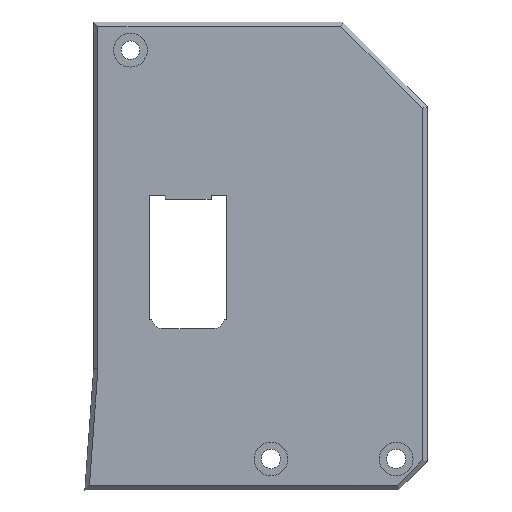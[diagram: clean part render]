
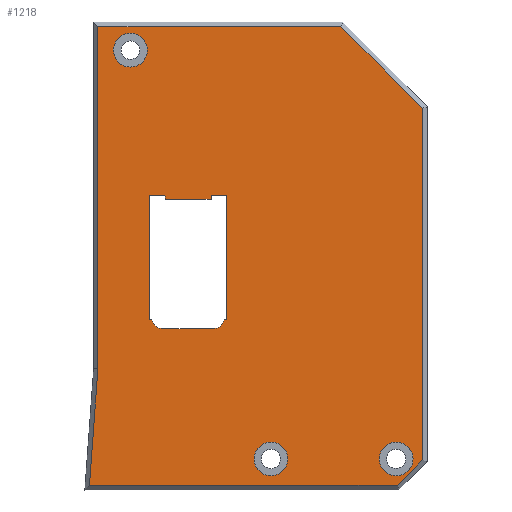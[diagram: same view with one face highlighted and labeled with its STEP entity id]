
A CAD part, top view. The second image highlights one B-rep face of the part: STEP entity #1218.
In plain terms, the highlighted planar face has unit normal (0, 0, 1).
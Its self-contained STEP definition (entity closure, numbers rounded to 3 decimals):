
#10=CARTESIAN_POINT('',(16.944,533.494,142.783));
#11=DIRECTION('',(0.,0.,-1.));
#12=DIRECTION('',(1.,0.,0.));
#13=AXIS2_PLACEMENT_3D('',#10,#11,#12);
#15=CARTESIAN_POINT('',(16.944,533.494,142.783));
#16=DIRECTION('',(0.,0.,-1.));
#17=DIRECTION('',(-1.,0.,0.));
#18=AXIS2_PLACEMENT_3D('',#15,#16,#17);
#20=CARTESIAN_POINT('',(31.543,486.222,142.783));
#21=DIRECTION('',(0.,0.,-1.));
#22=DIRECTION('',(0.972,-0.235,0.));
#23=AXIS2_PLACEMENT_3D('',#20,#21,#22);
#25=CARTESIAN_POINT('',(31.262,507.034,142.783));
#26=CARTESIAN_POINT('',(31.265,507.07,142.783));
#27=CARTESIAN_POINT('',(31.271,507.129,142.783));
#28=CARTESIAN_POINT('',(31.287,507.321,142.783));
#29=CARTESIAN_POINT('',(31.3,507.502,142.783));
#30=CARTESIAN_POINT('',(31.31,507.677,142.783));
#32=CARTESIAN_POINT('',(23.09,507.677,142.783));
#33=CARTESIAN_POINT('',(23.1,507.502,142.783));
#34=CARTESIAN_POINT('',(23.117,507.269,142.783));
#35=CARTESIAN_POINT('',(23.133,507.09,142.783));
#36=CARTESIAN_POINT('',(23.138,507.034,142.783));
#38=CARTESIAN_POINT('',(22.857,486.222,142.783));
#39=DIRECTION('',(0.,0.,-1.));
#40=DIRECTION('',(0.,-1.,0.));
#41=AXIS2_PLACEMENT_3D('',#38,#39,#40);
#43=DIRECTION('',(1.,0.,0.));
#44=VECTOR('',#43,43.062);
#45=CARTESIAN_POINT('',(11.19,537.696,142.783));
#46=LINE('',#45,#44);
#47=DIRECTION('',(-0.707,0.707,0.));
#48=VECTOR('',#47,20.55);
#49=CARTESIAN_POINT('',(68.783,523.165,142.783));
#50=LINE('',#49,#48);
#51=DIRECTION('',(0.,1.,0.));
#52=VECTOR('',#51,62.337);
#53=CARTESIAN_POINT('',(68.783,460.827,142.783));
#54=LINE('',#53,#52);
#55=DIRECTION('',(0.707,0.707,0.));
#56=VECTOR('',#55,6.408);
#57=CARTESIAN_POINT('',(64.252,456.296,142.783));
#58=LINE('',#57,#56);
#59=DIRECTION('',(-1.,0.,0.));
#60=VECTOR('',#59,54.566);
#61=CARTESIAN_POINT('',(64.252,456.296,142.783));
#62=LINE('',#61,#60);
#63=DIRECTION('',(-0.072,-0.997,0.));
#64=VECTOR('',#63,20.745);
#65=CARTESIAN_POINT('',(11.19,476.986,142.783));
#66=LINE('',#65,#64);
#67=DIRECTION('',(0.,-1.,0.));
#68=VECTOR('',#67,60.71);
#69=CARTESIAN_POINT('',(11.19,537.696,142.783));
#70=LINE('',#69,#68);
#71=CARTESIAN_POINT('',(41.881,460.996,142.783));
#72=DIRECTION('',(0.,0.,1.));
#73=DIRECTION('',(1.,0.,0.));
#74=AXIS2_PLACEMENT_3D('',#71,#72,#73);
#76=CARTESIAN_POINT('',(41.881,460.996,142.783));
#77=DIRECTION('',(0.,0.,1.));
#78=DIRECTION('',(-1.,0.,0.));
#79=AXIS2_PLACEMENT_3D('',#76,#77,#78);
#81=CARTESIAN_POINT('',(64.083,460.996,142.783));
#82=DIRECTION('',(0.,0.,1.));
#83=DIRECTION('',(1.,0.,0.));
#84=AXIS2_PLACEMENT_3D('',#81,#82,#83);
#86=CARTESIAN_POINT('',(64.083,460.996,142.783));
#87=DIRECTION('',(0.,0.,1.));
#88=DIRECTION('',(-1.,0.,0.));
#89=AXIS2_PLACEMENT_3D('',#86,#87,#88);
#95=DIRECTION('',(1.,0.,0.));
#96=VECTOR('',#95,8.687);
#97=CARTESIAN_POINT('',(22.857,484.071,142.783));
#98=LINE('',#97,#96);
#203=DIRECTION('',(0.,1.,0.));
#204=VECTOR('',#203,21.96);
#205=CARTESIAN_POINT('',(34.075,485.717,142.783));
#206=LINE('',#205,#204);
#243=DIRECTION('',(-1.,0.,0.));
#244=VECTOR('',#243,2.765);
#245=CARTESIAN_POINT('',(34.075,507.677,142.783));
#246=LINE('',#245,#244);
#267=DIRECTION('',(-1.,0.,0.));
#268=VECTOR('',#267,8.124);
#269=CARTESIAN_POINT('',(31.262,507.034,142.783));
#270=LINE('',#269,#268);
#283=DIRECTION('',(-1.,0.,0.));
#284=VECTOR('',#283,2.765);
#285=CARTESIAN_POINT('',(23.09,507.677,142.783));
#286=LINE('',#285,#284);
#319=DIRECTION('',(0.,-1.,0.));
#320=VECTOR('',#319,21.96);
#321=CARTESIAN_POINT('',(20.325,507.677,142.783));
#322=LINE('',#321,#320);
#331=DIRECTION('',(1.,0.,0.));
#332=VECTOR('',#331,0.441);
#333=CARTESIAN_POINT('',(20.325,485.717,142.783));
#334=LINE('',#333,#332);
#359=DIRECTION('',(1.,0.,0.));
#360=VECTOR('',#359,0.441);
#361=CARTESIAN_POINT('',(33.634,485.717,142.783));
#362=LINE('',#361,#360);
#863=CARTESIAN_POINT('',(11.19,476.986,142.783));
#865=VERTEX_POINT('',#863);
#866=CARTESIAN_POINT('',(22.857,484.071,142.783));
#867=CARTESIAN_POINT('',(31.543,484.071,142.783));
#868=VERTEX_POINT('',#866);
#869=VERTEX_POINT('',#867);
#870=CARTESIAN_POINT('',(20.766,485.717,142.783));
#871=VERTEX_POINT('',#870);
#872=CARTESIAN_POINT('',(20.325,485.717,142.783));
#873=VERTEX_POINT('',#872);
#874=CARTESIAN_POINT('',(20.325,507.677,142.783));
#875=VERTEX_POINT('',#874);
#876=CARTESIAN_POINT('',(23.09,507.677,142.783));
#877=VERTEX_POINT('',#876);
#878=VERTEX_POINT('',#36);
#879=CARTESIAN_POINT('',(31.262,507.034,142.783));
#880=VERTEX_POINT('',#879);
#881=VERTEX_POINT('',#30);
#882=CARTESIAN_POINT('',(34.075,507.677,142.783));
#883=VERTEX_POINT('',#882);
#884=CARTESIAN_POINT('',(34.075,485.717,142.783));
#885=VERTEX_POINT('',#884);
#886=CARTESIAN_POINT('',(33.634,485.717,142.783));
#887=VERTEX_POINT('',#886);
#1012=CARTESIAN_POINT('',(13.944,533.494,142.783));
#1014=VERTEX_POINT('',#1012);
#1016=CARTESIAN_POINT('',(19.944,533.494,142.783));
#1017=VERTEX_POINT('',#1016);
#1040=CARTESIAN_POINT('',(11.19,537.696,142.783));
#1042=VERTEX_POINT('',#1040);
#1048=CARTESIAN_POINT('',(54.252,537.696,142.783));
#1049=VERTEX_POINT('',#1048);
#1050=CARTESIAN_POINT('',(68.783,523.165,142.783));
#1051=VERTEX_POINT('',#1050);
#1056=CARTESIAN_POINT('',(68.783,460.827,142.783));
#1057=VERTEX_POINT('',#1056);
#1060=CARTESIAN_POINT('',(64.252,456.296,142.783));
#1061=VERTEX_POINT('',#1060);
#1066=CARTESIAN_POINT('',(9.686,456.296,142.783));
#1067=VERTEX_POINT('',#1066);
#1105=CARTESIAN_POINT('',(44.881,460.996,142.783));
#1106=CARTESIAN_POINT('',(38.881,460.996,142.783));
#1107=VERTEX_POINT('',#1105);
#1108=VERTEX_POINT('',#1106);
#1121=CARTESIAN_POINT('',(67.083,460.996,142.783));
#1122=CARTESIAN_POINT('',(61.083,460.996,142.783));
#1123=VERTEX_POINT('',#1121);
#1124=VERTEX_POINT('',#1122);
#1155=CARTESIAN_POINT('',(30.98,496.996,142.783));
#1156=DIRECTION('',(0.,0.,1.));
#1157=DIRECTION('',(-1.,0.,0.));
#1158=AXIS2_PLACEMENT_3D('',#1155,#1156,#1157);
#1159=PLANE('',#1158);
#1161=ORIENTED_EDGE('',*,*,#1160,.T.);
#1163=ORIENTED_EDGE('',*,*,#1162,.F.);
#1165=ORIENTED_EDGE('',*,*,#1164,.F.);
#1167=ORIENTED_EDGE('',*,*,#1166,.F.);
#1169=ORIENTED_EDGE('',*,*,#1168,.T.);
#1171=ORIENTED_EDGE('',*,*,#1170,.F.);
#1173=ORIENTED_EDGE('',*,*,#1172,.F.);
#1174=EDGE_LOOP('',(#1161,#1163,#1165,#1167,#1169,#1171,#1173));
#1175=FACE_OUTER_BOUND('',#1174,.F.);
#1177=ORIENTED_EDGE('',*,*,#1176,.T.);
#1179=ORIENTED_EDGE('',*,*,#1178,.F.);
#1181=ORIENTED_EDGE('',*,*,#1180,.T.);
#1183=ORIENTED_EDGE('',*,*,#1182,.T.);
#1185=ORIENTED_EDGE('',*,*,#1184,.T.);
#1187=ORIENTED_EDGE('',*,*,#1186,.F.);
#1189=ORIENTED_EDGE('',*,*,#1188,.T.);
#1191=ORIENTED_EDGE('',*,*,#1190,.F.);
#1193=ORIENTED_EDGE('',*,*,#1192,.T.);
#1195=ORIENTED_EDGE('',*,*,#1194,.T.);
#1197=ORIENTED_EDGE('',*,*,#1196,.T.);
#1199=ORIENTED_EDGE('',*,*,#1198,.F.);
#1200=EDGE_LOOP('',(#1177,#1179,#1181,#1183,#1185,#1187,#1189,#1191,#1193,#1195,
#1197,#1199));
#1201=FACE_BOUND('',#1200,.F.);
#1202=ORIENTED_EDGE('',*,*,#1136,.F.);
#1203=ORIENTED_EDGE('',*,*,#1147,.F.);
#1204=EDGE_LOOP('',(#1202,#1203));
#1205=FACE_BOUND('',#1204,.F.);
#1207=ORIENTED_EDGE('',*,*,#1206,.T.);
#1209=ORIENTED_EDGE('',*,*,#1208,.T.);
#1210=EDGE_LOOP('',(#1207,#1209));
#1211=FACE_BOUND('',#1210,.F.);
#1213=ORIENTED_EDGE('',*,*,#1212,.T.);
#1215=ORIENTED_EDGE('',*,*,#1214,.T.);
#1216=EDGE_LOOP('',(#1213,#1215));
#1217=FACE_BOUND('',#1216,.F.);
#1218=ADVANCED_FACE('',(#1175,#1201,#1205,#1211,#1217),#1159,.T.);
#14=CIRCLE('',#13,3.);
#19=CIRCLE('',#18,3.);
#24=CIRCLE('',#23,2.151);
#31=B_SPLINE_CURVE_WITH_KNOTS('',3,(#25,#26,#27,#28,#29,#30),.UNSPECIFIED.,.F.,
.F.,(4,1,1,4),(0.,0.219,0.34,1.),.UNSPECIFIED.);
#37=B_SPLINE_CURVE_WITH_KNOTS('',3,(#32,#33,#34,#35,#36),.UNSPECIFIED.,.F.,.F.,(
4,1,4),(0.,0.66,1.),.UNSPECIFIED.);
#42=CIRCLE('',#41,2.151);
#75=CIRCLE('',#74,3.);
#80=CIRCLE('',#79,3.);
#85=CIRCLE('',#84,3.);
#90=CIRCLE('',#89,3.);
#1136=EDGE_CURVE('',#1017,#1014,#14,.T.);
#1147=EDGE_CURVE('',#1014,#1017,#19,.T.);
#1160=EDGE_CURVE('',#1042,#1049,#46,.T.);
#1162=EDGE_CURVE('',#1051,#1049,#50,.T.);
#1164=EDGE_CURVE('',#1057,#1051,#54,.T.);
#1166=EDGE_CURVE('',#1061,#1057,#58,.T.);
#1168=EDGE_CURVE('',#1061,#1067,#62,.T.);
#1170=EDGE_CURVE('',#865,#1067,#66,.T.);
#1172=EDGE_CURVE('',#1042,#865,#70,.T.);
#1176=EDGE_CURVE('',#868,#869,#98,.T.);
#1178=EDGE_CURVE('',#887,#869,#24,.T.);
#1180=EDGE_CURVE('',#887,#885,#362,.T.);
#1182=EDGE_CURVE('',#885,#883,#206,.T.);
#1184=EDGE_CURVE('',#883,#881,#246,.T.);
#1186=EDGE_CURVE('',#880,#881,#31,.T.);
#1188=EDGE_CURVE('',#880,#878,#270,.T.);
#1190=EDGE_CURVE('',#877,#878,#37,.T.);
#1192=EDGE_CURVE('',#877,#875,#286,.T.);
#1194=EDGE_CURVE('',#875,#873,#322,.T.);
#1196=EDGE_CURVE('',#873,#871,#334,.T.);
#1198=EDGE_CURVE('',#868,#871,#42,.T.);
#1206=EDGE_CURVE('',#1107,#1108,#75,.T.);
#1208=EDGE_CURVE('',#1108,#1107,#80,.T.);
#1212=EDGE_CURVE('',#1123,#1124,#85,.T.);
#1214=EDGE_CURVE('',#1124,#1123,#90,.T.);
